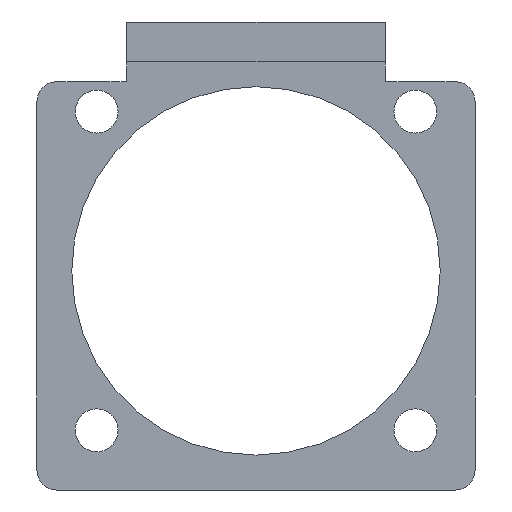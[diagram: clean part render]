
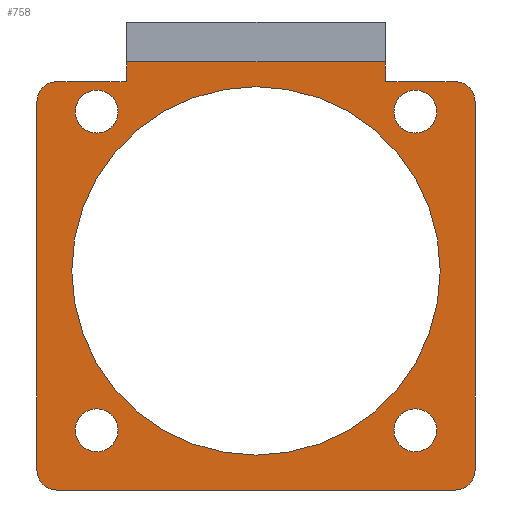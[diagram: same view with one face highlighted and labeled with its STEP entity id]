
A CAD part, front view. The second image highlights one B-rep face of the part: STEP entity #758.
In plain terms, the highlighted planar face has unit normal (0, -1, 0).
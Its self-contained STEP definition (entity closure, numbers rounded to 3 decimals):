
#36=FACE_BOUND('',#126,.T.);
#37=FACE_BOUND('',#127,.T.);
#38=FACE_BOUND('',#128,.T.);
#39=FACE_BOUND('',#129,.T.);
#40=FACE_BOUND('',#130,.T.);
#54=CIRCLE('',#824,2.);
#55=CIRCLE('',#825,2.);
#56=CIRCLE('',#826,2.);
#57=CIRCLE('',#827,2.);
#58=CIRCLE('',#828,2.15);
#59=CIRCLE('',#829,2.15);
#60=CIRCLE('',#830,2.15);
#61=CIRCLE('',#831,18.5);
#62=CIRCLE('',#832,2.15);
#77=FACE_OUTER_BOUND('',#125,.T.);
#125=EDGE_LOOP('',(#595,#596,#597,#598,#599,#600,#601,#602,#603,#604,#605,
#606,#607,#608,#609));
#126=EDGE_LOOP('',(#610));
#127=EDGE_LOOP('',(#611));
#128=EDGE_LOOP('',(#612));
#129=EDGE_LOOP('',(#613));
#130=EDGE_LOOP('',(#614));
#172=LINE('',#1104,#257);
#202=LINE('',#1189,#287);
#206=LINE('',#1198,#291);
#208=LINE('',#1202,#293);
#211=LINE('',#1207,#296);
#212=LINE('',#1209,#297);
#213=LINE('',#1213,#298);
#214=LINE('',#1217,#299);
#215=LINE('',#1221,#300);
#216=LINE('',#1224,#301);
#217=LINE('',#1225,#302);
#257=VECTOR('',#886,10.);
#287=VECTOR('',#956,10.);
#291=VECTOR('',#962,10.);
#293=VECTOR('',#966,10.);
#296=VECTOR('',#971,10.);
#297=VECTOR('',#972,10.);
#298=VECTOR('',#975,10.);
#299=VECTOR('',#978,10.);
#300=VECTOR('',#981,10.);
#301=VECTOR('',#984,10.);
#302=VECTOR('',#985,10.);
#339=VERTEX_POINT('',#1101);
#340=VERTEX_POINT('',#1103);
#374=VERTEX_POINT('',#1186);
#375=VERTEX_POINT('',#1188);
#378=VERTEX_POINT('',#1195);
#379=VERTEX_POINT('',#1197);
#380=VERTEX_POINT('',#1201);
#382=VERTEX_POINT('',#1208);
#383=VERTEX_POINT('',#1210);
#384=VERTEX_POINT('',#1212);
#385=VERTEX_POINT('',#1214);
#386=VERTEX_POINT('',#1216);
#387=VERTEX_POINT('',#1218);
#388=VERTEX_POINT('',#1220);
#389=VERTEX_POINT('',#1222);
#390=VERTEX_POINT('',#1226);
#391=VERTEX_POINT('',#1228);
#392=VERTEX_POINT('',#1230);
#393=VERTEX_POINT('',#1232);
#394=VERTEX_POINT('',#1234);
#414=EDGE_CURVE('',#340,#339,#172,.T.);
#457=EDGE_CURVE('',#374,#375,#202,.T.);
#461=EDGE_CURVE('',#379,#378,#206,.T.);
#463=EDGE_CURVE('',#380,#375,#208,.T.);
#466=EDGE_CURVE('',#339,#379,#211,.T.);
#467=EDGE_CURVE('',#378,#382,#212,.T.);
#468=EDGE_CURVE('',#382,#383,#54,.T.);
#469=EDGE_CURVE('',#383,#384,#213,.T.);
#470=EDGE_CURVE('',#384,#385,#55,.T.);
#471=EDGE_CURVE('',#385,#386,#214,.T.);
#472=EDGE_CURVE('',#386,#387,#56,.T.);
#473=EDGE_CURVE('',#387,#388,#215,.T.);
#474=EDGE_CURVE('',#388,#389,#57,.T.);
#475=EDGE_CURVE('',#389,#380,#216,.T.);
#476=EDGE_CURVE('',#340,#374,#217,.T.);
#477=EDGE_CURVE('',#390,#390,#58,.T.);
#478=EDGE_CURVE('',#391,#391,#59,.T.);
#479=EDGE_CURVE('',#392,#392,#60,.T.);
#480=EDGE_CURVE('',#393,#393,#61,.T.);
#481=EDGE_CURVE('',#394,#394,#62,.T.);
#595=ORIENTED_EDGE('',*,*,#466,.T.);
#596=ORIENTED_EDGE('',*,*,#461,.T.);
#597=ORIENTED_EDGE('',*,*,#467,.T.);
#598=ORIENTED_EDGE('',*,*,#468,.T.);
#599=ORIENTED_EDGE('',*,*,#469,.T.);
#600=ORIENTED_EDGE('',*,*,#470,.T.);
#601=ORIENTED_EDGE('',*,*,#471,.T.);
#602=ORIENTED_EDGE('',*,*,#472,.T.);
#603=ORIENTED_EDGE('',*,*,#473,.T.);
#604=ORIENTED_EDGE('',*,*,#474,.T.);
#605=ORIENTED_EDGE('',*,*,#475,.T.);
#606=ORIENTED_EDGE('',*,*,#463,.T.);
#607=ORIENTED_EDGE('',*,*,#457,.F.);
#608=ORIENTED_EDGE('',*,*,#476,.F.);
#609=ORIENTED_EDGE('',*,*,#414,.T.);
#610=ORIENTED_EDGE('',*,*,#477,.T.);
#611=ORIENTED_EDGE('',*,*,#478,.T.);
#612=ORIENTED_EDGE('',*,*,#479,.T.);
#613=ORIENTED_EDGE('',*,*,#480,.T.);
#614=ORIENTED_EDGE('',*,*,#481,.T.);
#730=PLANE('',#823);
#758=ADVANCED_FACE('',(#77,#36,#37,#38,#39,#40),#730,.F.);
#823=AXIS2_PLACEMENT_3D('',#1206,#969,#970);
#824=AXIS2_PLACEMENT_3D('',#1211,#973,#974);
#825=AXIS2_PLACEMENT_3D('',#1215,#976,#977);
#826=AXIS2_PLACEMENT_3D('',#1219,#979,#980);
#827=AXIS2_PLACEMENT_3D('',#1223,#982,#983);
#828=AXIS2_PLACEMENT_3D('',#1227,#986,#987);
#829=AXIS2_PLACEMENT_3D('',#1229,#988,#989);
#830=AXIS2_PLACEMENT_3D('',#1231,#990,#991);
#831=AXIS2_PLACEMENT_3D('',#1233,#992,#993);
#832=AXIS2_PLACEMENT_3D('',#1235,#994,#995);
#886=DIRECTION('',(0.,0.,-1.));
#956=DIRECTION('',(0.,0.,-1.));
#962=DIRECTION('',(-1.,0.,0.));
#966=DIRECTION('',(-1.,0.,0.));
#969=DIRECTION('center_axis',(0.,1.,0.));
#970=DIRECTION('ref_axis',(1.,0.,0.));
#971=DIRECTION('',(-1.,0.,0.));
#972=DIRECTION('',(-1.,0.,0.));
#973=DIRECTION('center_axis',(0.,-1.,0.));
#974=DIRECTION('ref_axis',(-0.707,0.,0.707));
#975=DIRECTION('',(0.,0.,-1.));
#976=DIRECTION('center_axis',(0.,-1.,0.));
#977=DIRECTION('ref_axis',(-0.707,0.,-0.707));
#978=DIRECTION('',(1.,0.,0.));
#979=DIRECTION('center_axis',(0.,-1.,0.));
#980=DIRECTION('ref_axis',(0.707,0.,-0.707));
#981=DIRECTION('',(0.,0.,1.));
#982=DIRECTION('center_axis',(0.,-1.,0.));
#983=DIRECTION('ref_axis',(0.707,0.,0.707));
#984=DIRECTION('',(-1.,0.,0.));
#985=DIRECTION('',(1.,0.,0.));
#986=DIRECTION('center_axis',(0.,1.,0.));
#987=DIRECTION('ref_axis',(1.,0.,0.));
#988=DIRECTION('center_axis',(0.,1.,0.));
#989=DIRECTION('ref_axis',(1.,0.,0.));
#990=DIRECTION('center_axis',(0.,1.,0.));
#991=DIRECTION('ref_axis',(1.,0.,0.));
#992=DIRECTION('center_axis',(0.,1.,0.));
#993=DIRECTION('ref_axis',(1.,0.,0.));
#994=DIRECTION('center_axis',(0.,1.,0.));
#995=DIRECTION('ref_axis',(1.,0.,0.));
#1101=CARTESIAN_POINT('',(2.,1.,-2.));
#1103=CARTESIAN_POINT('',(2.,1.,0.));
#1104=CARTESIAN_POINT('',(2.,1.,-10.5));
#1186=CARTESIAN_POINT('',(28.,1.,0.));
#1188=CARTESIAN_POINT('',(28.,1.,-2.));
#1189=CARTESIAN_POINT('',(28.,1.,0.));
#1195=CARTESIAN_POINT('',(0.,1.,-2.));
#1197=CARTESIAN_POINT('',(1.,1.,-2.));
#1198=CARTESIAN_POINT('',(22.5,1.,-2.));
#1201=CARTESIAN_POINT('',(30.,1.,-2.));
#1202=CARTESIAN_POINT('',(22.5,1.,-2.));
#1206=CARTESIAN_POINT('Origin',(15.,1.,-21.));
#1207=CARTESIAN_POINT('',(8.,1.,-2.));
#1208=CARTESIAN_POINT('',(-5.,1.,-2.));
#1209=CARTESIAN_POINT('',(-5.,1.,-2.));
#1210=CARTESIAN_POINT('',(-7.,1.,-4.));
#1211=CARTESIAN_POINT('Origin',(-5.,1.,-4.));
#1212=CARTESIAN_POINT('',(-7.,1.,-41.));
#1213=CARTESIAN_POINT('',(-7.,1.,-42.));
#1214=CARTESIAN_POINT('',(-5.,1.,-43.));
#1215=CARTESIAN_POINT('Origin',(-5.,1.,-41.));
#1216=CARTESIAN_POINT('',(35.,1.,-43.));
#1217=CARTESIAN_POINT('',(35.,1.,-43.));
#1218=CARTESIAN_POINT('',(37.,1.,-41.));
#1219=CARTESIAN_POINT('Origin',(35.,1.,-41.));
#1220=CARTESIAN_POINT('',(37.,1.,-4.));
#1221=CARTESIAN_POINT('',(37.,1.,-2.));
#1222=CARTESIAN_POINT('',(35.,1.,-2.));
#1223=CARTESIAN_POINT('Origin',(35.,1.,-4.));
#1224=CARTESIAN_POINT('',(30.,1.,-2.));
#1225=CARTESIAN_POINT('',(8.5,1.,0.));
#1226=CARTESIAN_POINT('',(28.85,1.,-37.));
#1227=CARTESIAN_POINT('Origin',(31.,1.,-37.));
#1228=CARTESIAN_POINT('',(28.85,1.,-5.));
#1229=CARTESIAN_POINT('Origin',(31.,1.,-5.));
#1230=CARTESIAN_POINT('',(-3.15,1.,-5.));
#1231=CARTESIAN_POINT('Origin',(-1.,1.,-5.));
#1232=CARTESIAN_POINT('',(-3.5,1.,-21.));
#1233=CARTESIAN_POINT('Origin',(15.,1.,-21.));
#1234=CARTESIAN_POINT('',(-3.15,1.,-37.));
#1235=CARTESIAN_POINT('Origin',(-1.,1.,-37.));
